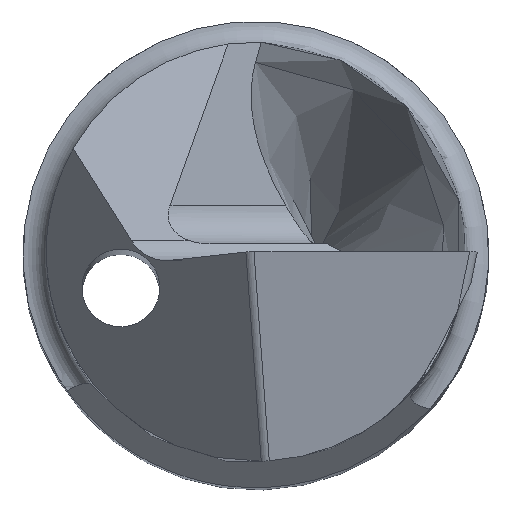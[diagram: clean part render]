
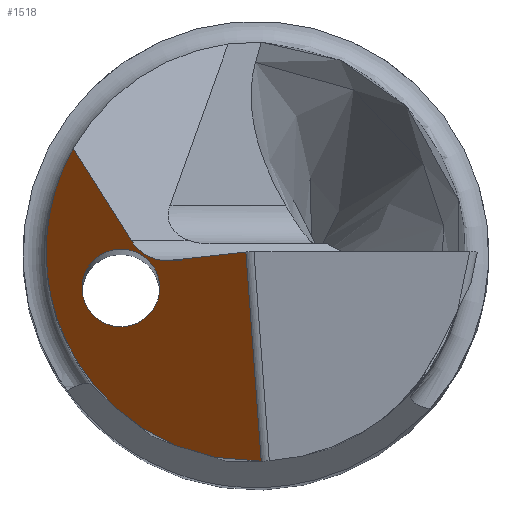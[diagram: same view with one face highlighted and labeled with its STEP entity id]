
A CAD part, top view. The second image highlights one B-rep face of the part: STEP entity #1518.
In plain terms, the highlighted planar face has unit normal (-0.696, -0.174, 0.696).
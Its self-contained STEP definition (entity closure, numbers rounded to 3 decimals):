
#8 = CARTESIAN_POINT ( 'NONE',  ( -1.982, -1.557, 39.708 ) ) ;
#39 = FACE_BOUND ( 'NONE', #966, .T. ) ;
#60 = ORIENTED_EDGE ( 'NONE', *, *, #1043, .F. ) ;
#70 = EDGE_CURVE ( 'NONE', #1507, #793, #1193, .T. ) ;
#164 = CARTESIAN_POINT ( 'NONE',  ( -0.041, 0.1, 42.063 ) ) ;
#215 = ORIENTED_EDGE ( 'NONE', *, *, #70, .T. ) ;
#233 = CARTESIAN_POINT ( 'NONE',  ( -0.023, 0.004, 42.056 ) ) ;
#248 = CARTESIAN_POINT ( 'NONE',  ( -2.224, -0.587, 39.708 ) ) ;
#268 = VERTEX_POINT ( 'NONE', #412 ) ;
#289 = CARTESIAN_POINT ( 'NONE',  ( -1.305, -0.135, 40.74 ) ) ;
#401 = CARTESIAN_POINT ( 'NONE',  ( -0.129, -0.008, 41.947 ) ) ;
#412 = CARTESIAN_POINT ( 'NONE',  ( -2.224, -0.587, 39.708 ) ) ;
#439 = VERTEX_POINT ( 'NONE', #1413 ) ;
#459 = EDGE_CURVE ( 'NONE', #268, #268, #483, .T. ) ;
#483 =( BOUNDED_CURVE ( )  B_SPLINE_CURVE ( 3, ( #1314, #963, #738, #502, #1077, #8, #248 ),
 .UNSPECIFIED., .T., .F. ) 
 B_SPLINE_CURVE_WITH_KNOTS ( ( 4, 3, 4 ),
 ( 0., 3.142, 6.283 ),
 .UNSPECIFIED. ) 
 CURVE ( )  GEOMETRIC_REPRESENTATION_ITEM ( )  RATIONAL_B_SPLINE_CURVE ( ( 1., 0.333, 0.333, 1., 0.333, 0.333, 1. ) ) 
 REPRESENTATION_ITEM ( '' )  );
#502 = CARTESIAN_POINT ( 'NONE',  ( -1.254, -0.345, 40.739 ) ) ;
#523 = CARTESIAN_POINT ( 'NONE',  ( -1.123, -0.115, 40.927 ) ) ;
#527 = DIRECTION ( 'NONE',  ( 0.707, 0., 0.707 ) ) ;
#541 = VECTOR ( 'NONE', #1444, 1000. ) ;
#583 = LINE ( 'NONE', #917, #1112 ) ;
#624 = ORIENTED_EDGE ( 'NONE', *, *, #712, .T. ) ;
#644 = ORIENTED_EDGE ( 'NONE', *, *, #459, .T. ) ;
#654 = CARTESIAN_POINT ( 'NONE',  ( -1.49, -0.036, 40.579 ) ) ;
#712 = EDGE_CURVE ( 'NONE', #808, #439, #583, .T. ) ;
#722 = VERTEX_POINT ( 'NONE', #934 ) ;
#738 = CARTESIAN_POINT ( 'NONE',  ( -1.495, 0.625, 40.739 ) ) ;
#749 = CARTESIAN_POINT ( 'NONE',  ( 0.068, -2.699, 41.474 ) ) ;
#793 = VERTEX_POINT ( 'NONE', #805 ) ;
#805 = CARTESIAN_POINT ( 'NONE',  ( -1.123, -0.115, 40.927 ) ) ;
#808 = VERTEX_POINT ( 'NONE', #1076 ) ;
#838 = ORIENTED_EDGE ( 'NONE', *, *, #1390, .T. ) ;
#864 = DIRECTION ( 'NONE',  ( -0.696, -0.174, 0.696 ) ) ;
#865 =( BOUNDED_CURVE ( )  B_SPLINE_CURVE ( 3, ( #523, #289, #654, #1107 ),
 .UNSPECIFIED., .F., .T. ) 
 B_SPLINE_CURVE_WITH_KNOTS ( ( 4, 4 ),
 ( 1.222, 2.531 ),
 .UNSPECIFIED. ) 
 CURVE ( )  GEOMETRIC_REPRESENTATION_ITEM ( )  RATIONAL_B_SPLINE_CURVE ( ( 1., 0.862, 0.862, 1. ) ) 
 REPRESENTATION_ITEM ( '' )  );
#906 = ORIENTED_EDGE ( 'NONE', *, *, #1012, .T. ) ;
#917 = CARTESIAN_POINT ( 'NONE',  ( -0.938, -0.909, 40.914 ) ) ;
#934 = CARTESIAN_POINT ( 'NONE',  ( 0.068, -2.699, 41.474 ) ) ;
#962 =( BOUNDED_CURVE ( )  B_SPLINE_CURVE ( 3, ( #749, #1230, #1111, #1222 ),
 .UNSPECIFIED., .F., .F. ) 
 B_SPLINE_CURVE_WITH_KNOTS ( ( 4, 4 ),
 ( 4.931, 7.041 ),
 .UNSPECIFIED. ) 
 CURVE ( )  GEOMETRIC_REPRESENTATION_ITEM ( )  RATIONAL_B_SPLINE_CURVE ( ( 1., 0.662, 0.662, 1. ) ) 
 REPRESENTATION_ITEM ( '' )  );
#963 = CARTESIAN_POINT ( 'NONE',  ( -2.466, 0.383, 39.708 ) ) ;
#966 = EDGE_LOOP ( 'NONE', ( #644 ) ) ;
#982 = CARTESIAN_POINT ( 'NONE',  ( -0.138, 0.11, 41.968 ) ) ;
#1012 = EDGE_CURVE ( 'NONE', #722, #1507, #1354, .T. ) ;
#1031 = VECTOR ( 'NONE', #1166, 1000. ) ;
#1043 = EDGE_CURVE ( 'NONE', #722, #439, #962, .T. ) ;
#1076 = CARTESIAN_POINT ( 'NONE',  ( -1.602, 0.139, 40.512 ) ) ;
#1077 = CARTESIAN_POINT ( 'NONE',  ( -1.012, -1.315, 40.739 ) ) ;
#1107 = CARTESIAN_POINT ( 'NONE',  ( -1.602, 0.139, 40.512 ) ) ;
#1111 = CARTESIAN_POINT ( 'NONE',  ( -3.512, -0.734, 38.383 ) ) ;
#1112 = VECTOR ( 'NONE', #1396, 1000. ) ;
#1162 = AXIS2_PLACEMENT_3D ( 'NONE', #164, #864, #527 ) ;
#1166 = DIRECTION ( 'NONE',  ( -0.696, -0.075, -0.714 ) ) ;
#1193 = LINE ( 'NONE', #233, #1031 ) ;
#1222 = CARTESIAN_POINT ( 'NONE',  ( -2.352, 1.325, 40.056 ) ) ;
#1230 = CARTESIAN_POINT ( 'NONE',  ( -2.294, -2.759, 39.096 ) ) ;
#1260 = FACE_OUTER_BOUND ( 'NONE', #1495, .T. ) ;
#1314 = CARTESIAN_POINT ( 'NONE',  ( -2.224, -0.587, 39.708 ) ) ;
#1354 = LINE ( 'NONE', #982, #541 ) ;
#1390 = EDGE_CURVE ( 'NONE', #793, #808, #865, .T. ) ;
#1396 = DIRECTION ( 'NONE',  ( -0.509, 0.804, -0.308 ) ) ;
#1413 = CARTESIAN_POINT ( 'NONE',  ( -2.352, 1.325, 40.056 ) ) ;
#1444 = DIRECTION ( 'NONE',  ( -0.072, 0.982, 0.173 ) ) ;
#1472 = PLANE ( 'NONE',  #1162 ) ;
#1495 = EDGE_LOOP ( 'NONE', ( #838, #624, #60, #906, #215 ) ) ;
#1507 = VERTEX_POINT ( 'NONE', #401 ) ;
#1518 = ADVANCED_FACE ( 'NONE', ( #39, #1260 ), #1472, .T. ) ;
